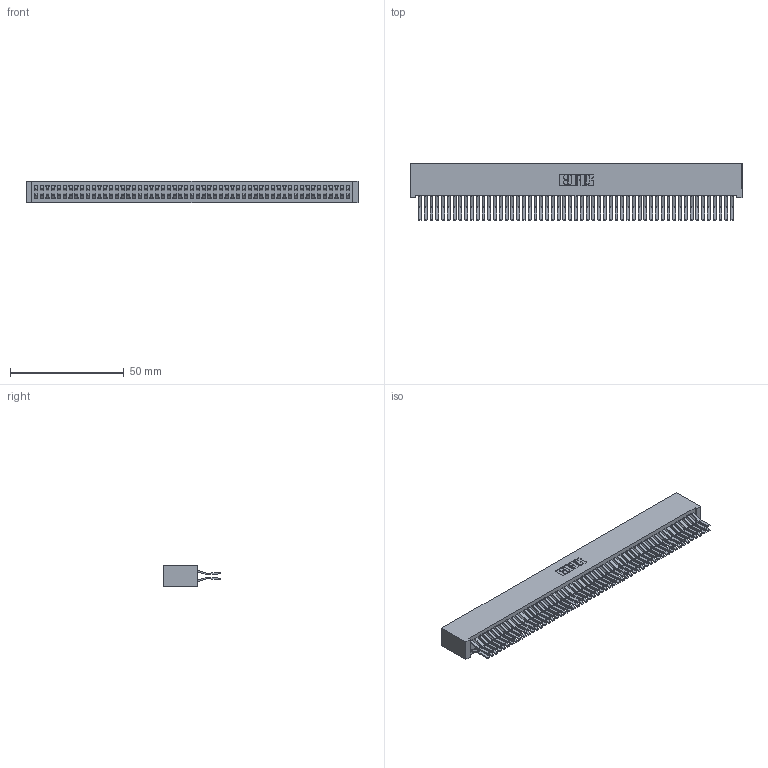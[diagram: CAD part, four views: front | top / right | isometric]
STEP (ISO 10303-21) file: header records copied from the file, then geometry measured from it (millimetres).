
FILE_DESCRIPTION (( 'STEP AP203' ), '1' );
FILE_NAME ('342-110-560-201.STEP', '2018-08-14T11:52:05', ( '' ), ( '' ), 'SwSTEP 2.0', 'SolidWorks 2016', '' );
FILE_SCHEMA (( 'CONFIG_CONTROL_DESIGN' ));
Length unit declared in the file: inch
Products named in the file (3): 342 Part_Lugless; 345-292-001_560 Tail; 342-110-560-201
Assembly tree (111 placements, depth 2):
  342-110-560-201
    342 Part_Lugless
    345-292-001_560 Tail  x110
Bounding box: 145.95 x 24.78 x 9.4 mm (x, y, z)
Volume: 14336.7 mm3; surface area: 25834.8 mm2
Topology: 111 solids, 111 shells, 6042 faces, 17985 edges, 11842 vertices
Faces by surface type: plane 4022, cylinder 2020
Entity records: 33381 total; most frequent: CARTESIAN_POINT 5514, ORIENTED_EDGE 5450, DIRECTION 4685, EDGE_CURVE 2725, VECTOR 2601, LINE 2601, VERTEX_POINT 1814, AXIS2_PLACEMENT_3D 1042
